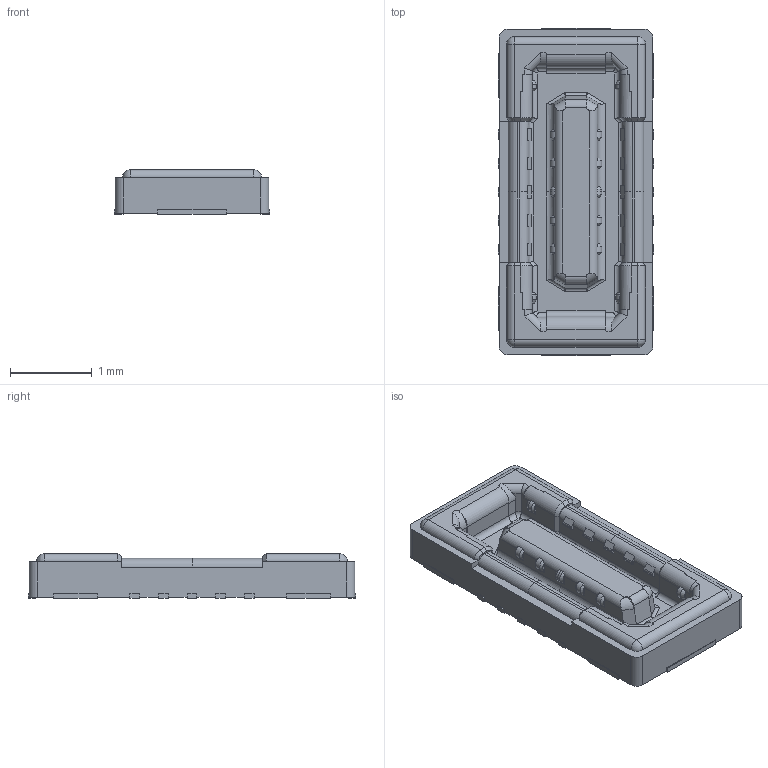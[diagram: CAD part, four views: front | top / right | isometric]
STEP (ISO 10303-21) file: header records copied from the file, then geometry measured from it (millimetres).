
FILE_DESCRIPTION(('Creo Elements/Direct Modeling STEP Export'),'2;1');
FILE_NAME('BLOCK_3D_BK13C06-10DS2-0_35V.stp','2020-05-22T18:10:56',(''),(''),'PTC Creo Elements/Direct Modeling STEP processor for AP214 (Solid Model)','PTC Creo Elements/Direct Modeling 19.0C 15-Aug-2015 (C) Parametric Technology GmbH','');
FILE_SCHEMA(('AUTOMOTIVE_DESIGN { 1 0 10303 214 1 1 1 1 }'));
Length unit declared in the file: millimetre
Products named in the file (2): BLOCK_3D_BK13C06-10D2-0_35V.2
Assembly tree (1 placements, depth 2):
  BLOCK_3D_BK13C06-10D2-0_35V.2
    BLOCK_3D_BK13C06-10D2-0_35V.2
Bounding box: 1.9 x 4 x 0.55 mm (x, y, z)
Volume: 2.8 mm3; surface area: 25.1 mm2
Topology: 1 solids, 1 shells, 489 faces, 1420 edges, 930 vertices
Faces by surface type: plane 303, cylinder 146, cone 36, sphere 4
Entity records: 18063 total; most frequent: CARTESIAN_POINT 4088, ORIENTED_EDGE 2832, DIRECTION 2683, EDGE_CURVE 1416, VECTOR 977, LINE 977, VERTEX_POINT 930, AXIS2_PLACEMENT_3D 853
